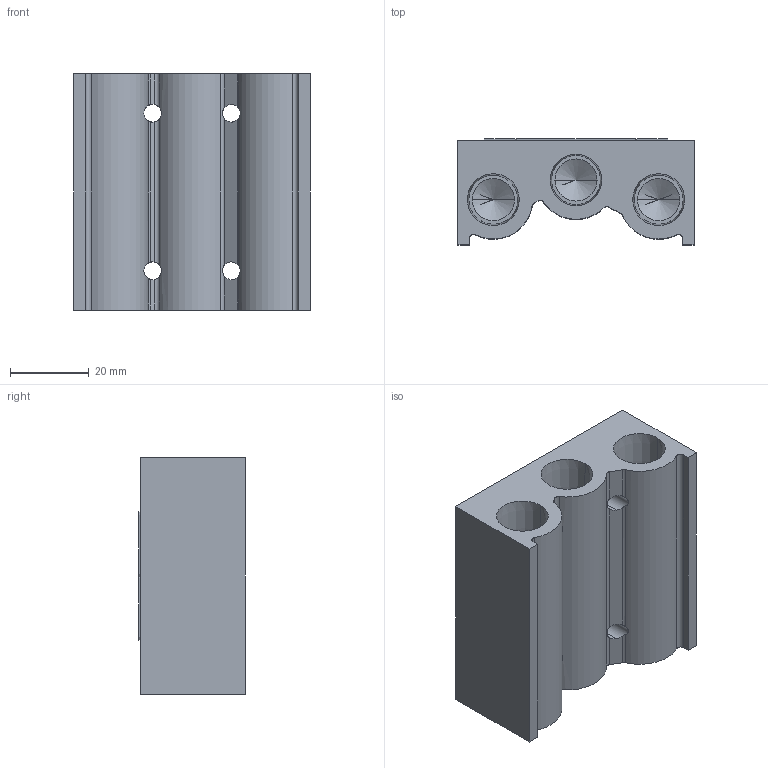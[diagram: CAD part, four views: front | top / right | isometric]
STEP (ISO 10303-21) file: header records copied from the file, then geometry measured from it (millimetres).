
FILE_DESCRIPTION (( 'STEP AP214' ), '1' );
FILE_NAME ('SS5Y5-20-02-00F-Q.step.step', '2016-02-23T09:47:33', ( 'Windows User' ), ( '' ), 'SwSTEP 2.0', 'SolidWorks 2016', '' );
FILE_SCHEMA (( 'AUTOMOTIVE_DESIGN' ));
Length unit declared in the file: millimetre
Products named in the file (3): SS5Y5-20-02-00F-Q.step; SS5Y5-20-02-00F-Q.step_SS5Y51803MANIFOLD_20; SS5Y5-20-02-00F-Q.step_SY5000-GS-1
Assembly tree (3 placements, depth 2):
  SS5Y5-20-02-00F-Q.step
    SS5Y5-20-02-00F-Q.step_SS5Y51803MANIFOLD_20
    SS5Y5-20-02-00F-Q.step_SY5000-GS-1  x2
Bounding box: 60 x 27 x 60 mm (x, y, z)
Volume: 65394.4 mm3; surface area: 21862.3 mm2
Topology: 3 solids, 3 shells, 295 faces, 783 edges, 512 vertices
Faces by surface type: plane 191, cylinder 51, bspline 29, cone 24
Entity records: 10449 total; most frequent: CARTESIAN_POINT 3607, ORIENTED_EDGE 1398, DIRECTION 1195, EDGE_CURVE 699, LINE 507, VECTOR 507, VERTEX_POINT 464, AXIS2_PLACEMENT_3D 344
